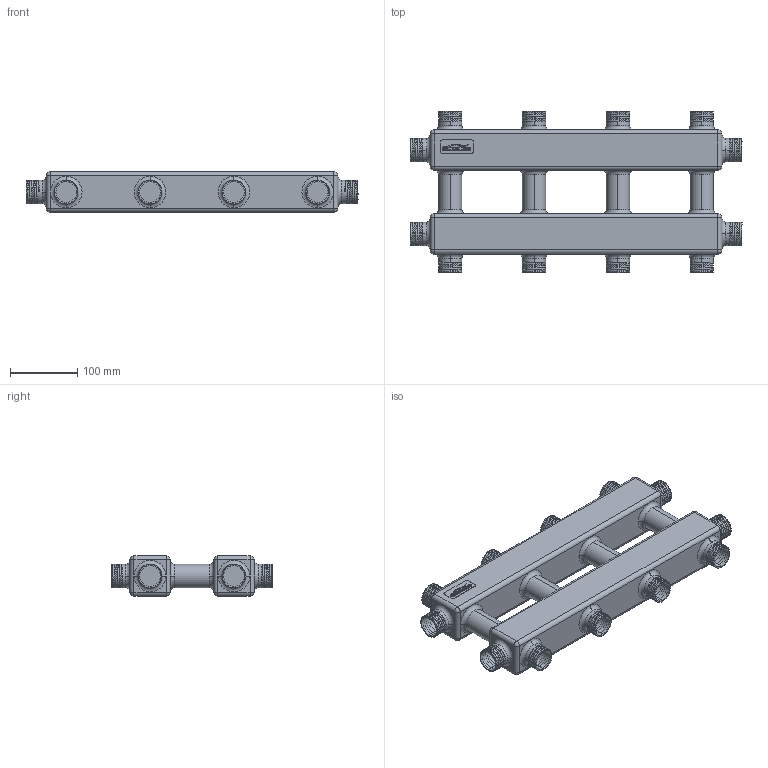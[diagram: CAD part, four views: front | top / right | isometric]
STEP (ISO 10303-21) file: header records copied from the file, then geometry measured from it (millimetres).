
FILE_DESCRIPTION (( 'STEP AP214' ), '1' );
FILE_NAME ('MK[SS]-60-5DU.17.STEP', '2017-02-28T12:20:09', ( '' ), ( '' ), 'SwSTEP 2.0', 'SolidWorks 2015', '' );
FILE_SCHEMA (( 'AUTOMOTIVE_DESIGN' ));
Length unit declared in the file: millimetre
Products named in the file (1): MK[SS]-60-5DU.17
Bounding box: 495 x 240 x 61 mm (x, y, z)
Volume: 3238159.4 mm3; surface area: 336532.1 mm2
Topology: 1 solids, 5 shells, 876 faces, 2404 edges, 1572 vertices
Faces by surface type: bspline 368, plane 232, cylinder 220, torus 40, sphere 16
Entity records: 40070 total; most frequent: CARTESIAN_POINT 20585, ORIENTED_EDGE 4776, DIRECTION 2694, EDGE_CURVE 2388, VERTEX_POINT 1572, VECTOR 1052, LINE 1052, EDGE_LOOP 932
